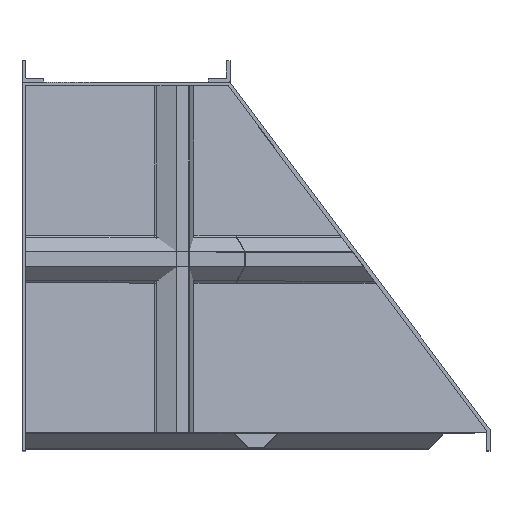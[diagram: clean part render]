
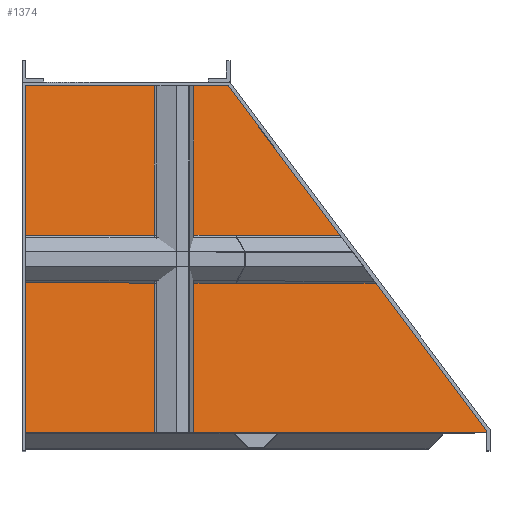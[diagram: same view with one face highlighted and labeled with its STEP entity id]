
A CAD part, top view. The second image highlights one B-rep face of the part: STEP entity #1374.
In plain terms, the highlighted planar face has unit normal (0.555, 0, 0.832).
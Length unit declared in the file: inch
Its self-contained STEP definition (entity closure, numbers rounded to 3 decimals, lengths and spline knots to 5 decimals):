
#207 = DIRECTION ( 'NONE',  ( 0., -1., 0. ) ) ;
#298 = CARTESIAN_POINT ( 'NONE',  ( 32.15, -0.25, 1.66713 ) ) ;
#424 = EDGE_LOOP ( 'NONE', ( #999, #5461, #1739, #6604, #6301 ) ) ;
#443 = CARTESIAN_POINT ( 'NONE',  ( 10.66175, 23.75, 15.99263 ) ) ;
#521 = EDGE_CURVE ( 'NONE', #7549, #6038, #1396, .T. ) ;
#540 = VERTEX_POINT ( 'NONE', #5960 ) ;
#702 = LINE ( 'NONE', #3632, #6294 ) ;
#834 = VECTOR ( 'NONE', #207, 39.37008 ) ;
#882 = EDGE_CURVE ( 'NONE', #6299, #540, #6024, .T. ) ;
#969 = LINE ( 'NONE', #6305, #1838 ) ;
#999 = ORIENTED_EDGE ( 'NONE', *, *, #1153, .F. ) ;
#1027 = EDGE_CURVE ( 'NONE', #4144, #540, #702, .T. ) ;
#1153 = EDGE_CURVE ( 'NONE', #6299, #6038, #969, .T. ) ;
#1374 = ADVANCED_FACE ( 'NONE', ( #4021 ), #5154, .T. ) ;
#1396 = LINE ( 'NONE', #3608, #834 ) ;
#1700 = CARTESIAN_POINT ( 'NONE',  ( 0.25, 23.75, 22.9338 ) ) ;
#1739 = ORIENTED_EDGE ( 'NONE', *, *, #1027, .F. ) ;
#1786 = CARTESIAN_POINT ( 'NONE',  ( 0.25, -0.25, 22.9338 ) ) ;
#1838 = VECTOR ( 'NONE', #5511, 39.37008 ) ;
#1983 = EDGE_CURVE ( 'NONE', #4144, #7549, #5712, .T. ) ;
#2212 = VECTOR ( 'NONE', #5433, 39.37008 ) ;
#2233 = DIRECTION ( 'NONE',  ( 0.832, 0., -0.555 ) ) ;
#3160 = CARTESIAN_POINT ( 'NONE',  ( 32.15, 24., 1.66713 ) ) ;
#3608 = CARTESIAN_POINT ( 'NONE',  ( 0.25, 24., 22.9338 ) ) ;
#3632 = CARTESIAN_POINT ( 'NONE',  ( 22.35872, 12.97171, 8.19465 ) ) ;
#3942 = DIRECTION ( 'NONE',  ( 0.555, 0., 0.832 ) ) ;
#3982 = AXIS2_PLACEMENT_3D ( 'NONE', #5822, #3942, #2233 ) ;
#4021 = FACE_OUTER_BOUND ( 'NONE', #424, .T. ) ;
#4144 = VERTEX_POINT ( 'NONE', #6060 ) ;
#5154 = PLANE ( 'NONE',  #3982 ) ;
#5433 = DIRECTION ( 'NONE',  ( 0., 1., 0. ) ) ;
#5461 = ORIENTED_EDGE ( 'NONE', *, *, #882, .T. ) ;
#5511 = DIRECTION ( 'NONE',  ( -0.832, 0., 0.555 ) ) ;
#5712 = LINE ( 'NONE', #443, #7456 ) ;
#5822 = CARTESIAN_POINT ( 'NONE',  ( 32.53868, 24., 1.40801 ) ) ;
#5960 = CARTESIAN_POINT ( 'NONE',  ( 32.15, -0.08333, 1.66713 ) ) ;
#5981 = DIRECTION ( 'NONE',  ( 0.557, -0.743, -0.371 ) ) ;
#6024 = LINE ( 'NONE', #3160, #2212 ) ;
#6038 = VERTEX_POINT ( 'NONE', #1786 ) ;
#6060 = CARTESIAN_POINT ( 'NONE',  ( 14.275, 23.75, 13.5838 ) ) ;
#6294 = VECTOR ( 'NONE', #5981, 39.37008 ) ;
#6299 = VERTEX_POINT ( 'NONE', #298 ) ;
#6301 = ORIENTED_EDGE ( 'NONE', *, *, #521, .T. ) ;
#6305 = CARTESIAN_POINT ( 'NONE',  ( 10.66175, -0.25, 15.99263 ) ) ;
#6306 = DIRECTION ( 'NONE',  ( -0.832, 0., 0.555 ) ) ;
#6604 = ORIENTED_EDGE ( 'NONE', *, *, #1983, .T. ) ;
#7456 = VECTOR ( 'NONE', #6306, 39.37008 ) ;
#7549 = VERTEX_POINT ( 'NONE', #1700 ) ;
